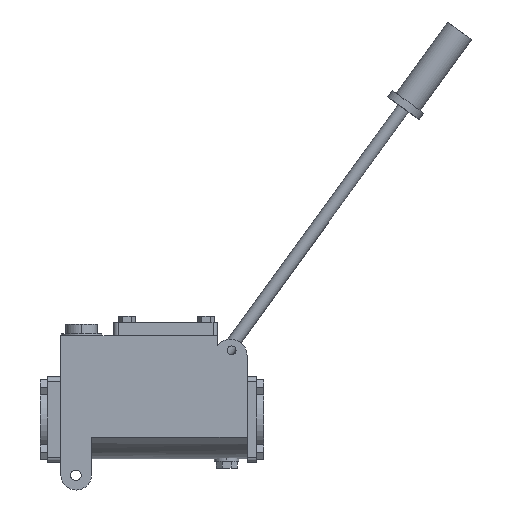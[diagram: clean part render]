
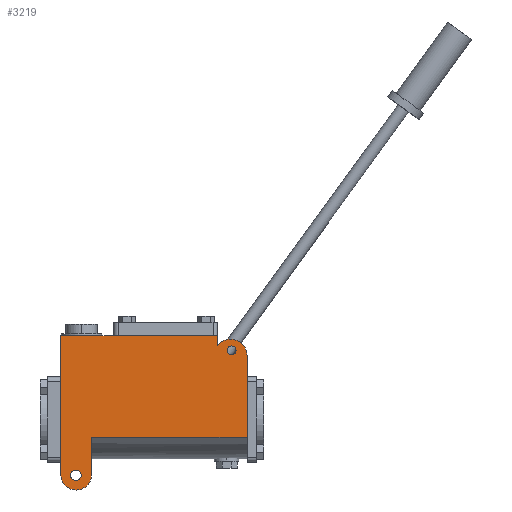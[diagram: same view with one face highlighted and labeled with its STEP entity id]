
A CAD part, left-side view. The second image highlights one B-rep face of the part: STEP entity #3219.
In plain terms, the highlighted planar face has unit normal (-1, 0, 0).
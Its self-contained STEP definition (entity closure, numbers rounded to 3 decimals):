
#15=FACE_BOUND('',#571,.T.);
#16=FACE_BOUND('',#572,.T.);
#162=PLANE('',#3533);
#360=FACE_OUTER_BOUND('',#570,.T.);
#570=EDGE_LOOP('',(#2640,#2641,#2642,#2643,#2644,#2645,#2646,#2647));
#571=EDGE_LOOP('',(#2648,#2649));
#572=EDGE_LOOP('',(#2650,#2651));
#812=LINE('',#5202,#1167);
#830=LINE('',#5251,#1185);
#832=LINE('',#5256,#1187);
#837=LINE('',#5267,#1192);
#838=LINE('',#5270,#1193);
#839=LINE('',#5271,#1194);
#1167=VECTOR('',#4105,304.8);
#1185=VECTOR('',#4151,304.8);
#1187=VECTOR('',#4155,304.8);
#1192=VECTOR('',#4166,304.8);
#1193=VECTOR('',#4171,304.8);
#1194=VECTOR('',#4172,1.);
#1421=CIRCLE('',#3504,6.);
#1424=CIRCLE('',#3508,6.);
#1426=CIRCLE('',#3511,17.5);
#1428=CIRCLE('',#3516,18.87);
#1432=CIRCLE('',#3524,5.);
#1433=CIRCLE('',#3526,5.);
#1580=VERTEX_POINT('',#5177);
#1582=VERTEX_POINT('',#5180);
#1586=VERTEX_POINT('',#5192);
#1587=VERTEX_POINT('',#5194);
#1589=VERTEX_POINT('',#5200);
#1591=VERTEX_POINT('',#5208);
#1593=VERTEX_POINT('',#5211);
#1603=VERTEX_POINT('',#5239);
#1604=VERTEX_POINT('',#5241);
#1606=VERTEX_POINT('',#5249);
#1607=VERTEX_POINT('',#5253);
#1611=VERTEX_POINT('',#5265);
#1937=EDGE_CURVE('',#1582,#1580,#1421,.T.);
#1941=EDGE_CURVE('',#1580,#1582,#1424,.T.);
#1944=EDGE_CURVE('',#1587,#1586,#1426,.T.);
#1948=EDGE_CURVE('',#1586,#1589,#812,.T.);
#1952=EDGE_CURVE('',#1593,#1591,#1428,.T.);
#1968=EDGE_CURVE('',#1603,#1604,#1432,.T.);
#1969=EDGE_CURVE('',#1604,#1603,#1433,.T.);
#1972=EDGE_CURVE('',#1591,#1606,#830,.T.);
#1974=EDGE_CURVE('',#1606,#1607,#832,.T.);
#1980=EDGE_CURVE('',#1589,#1611,#837,.T.);
#1982=EDGE_CURVE('',#1593,#1611,#838,.T.);
#1983=EDGE_CURVE('',#1587,#1607,#839,.T.);
#2640=ORIENTED_EDGE('',*,*,#1982,.F.);
#2641=ORIENTED_EDGE('',*,*,#1952,.T.);
#2642=ORIENTED_EDGE('',*,*,#1972,.T.);
#2643=ORIENTED_EDGE('',*,*,#1974,.T.);
#2644=ORIENTED_EDGE('',*,*,#1983,.F.);
#2645=ORIENTED_EDGE('',*,*,#1944,.T.);
#2646=ORIENTED_EDGE('',*,*,#1948,.T.);
#2647=ORIENTED_EDGE('',*,*,#1980,.T.);
#2648=ORIENTED_EDGE('',*,*,#1969,.T.);
#2649=ORIENTED_EDGE('',*,*,#1968,.T.);
#2650=ORIENTED_EDGE('',*,*,#1941,.T.);
#2651=ORIENTED_EDGE('',*,*,#1937,.T.);
#3219=ADVANCED_FACE('',(#360,#15,#16),#162,.T.);
#3504=AXIS2_PLACEMENT_3D('',#5181,#4081,#4082);
#3508=AXIS2_PLACEMENT_3D('',#5187,#4090,#4091);
#3511=AXIS2_PLACEMENT_3D('',#5195,#4097,#4098);
#3516=AXIS2_PLACEMENT_3D('',#5212,#4113,#4114);
#3524=AXIS2_PLACEMENT_3D('',#5243,#4141,#4142);
#3526=AXIS2_PLACEMENT_3D('',#5245,#4145,#4146);
#3533=AXIS2_PLACEMENT_3D('',#5269,#4169,#4170);
#4081=DIRECTION('center_axis',(1.,0.,0.));
#4082=DIRECTION('ref_axis',(0.,1.,0.));
#4090=DIRECTION('center_axis',(1.,0.,0.));
#4091=DIRECTION('ref_axis',(0.,1.,0.));
#4097=DIRECTION('center_axis',(-1.,0.,0.));
#4098=DIRECTION('ref_axis',(0.,1.,0.));
#4105=DIRECTION('',(0.,0.,1.));
#4113=DIRECTION('center_axis',(-1.,0.,0.));
#4114=DIRECTION('ref_axis',(0.,1.,0.));
#4141=DIRECTION('center_axis',(1.,0.,0.));
#4142=DIRECTION('ref_axis',(0.,1.,0.));
#4145=DIRECTION('center_axis',(1.,0.,0.));
#4146=DIRECTION('ref_axis',(0.,1.,0.));
#4151=DIRECTION('',(0.,0.,1.));
#4155=DIRECTION('',(0.,1.,0.));
#4166=DIRECTION('',(0.,-1.,0.));
#4169=DIRECTION('center_axis',(-1.,0.,0.));
#4170=DIRECTION('ref_axis',(0.,1.,0.));
#4171=DIRECTION('',(0.,0.,-1.));
#4172=DIRECTION('',(0.,0.,1.));
#5177=CARTESIAN_POINT('',(81486.597,2346.888,-15.029));
#5180=CARTESIAN_POINT('',(81486.597,2358.888,-15.029));
#5181=CARTESIAN_POINT('Origin',(81486.597,2352.888,-15.029));
#5187=CARTESIAN_POINT('Origin',(81486.597,2352.888,-15.029));
#5192=CARTESIAN_POINT('',(81486.597,2335.08,-14.174));
#5194=CARTESIAN_POINT('',(81486.597,2370.08,-14.174));
#5195=CARTESIAN_POINT('Origin',(81486.597,2352.58,-14.174));
#5200=CARTESIAN_POINT('',(81486.597,2335.08,28.09));
#5202=CARTESIAN_POINT('',(81486.597,2335.08,-14.174));
#5208=CARTESIAN_POINT('',(81486.597,2192.016,132.699));
#5211=CARTESIAN_POINT('',(81486.597,2158.326,121.019));
#5212=CARTESIAN_POINT('Origin',(81486.597,2177.195,121.019));
#5239=CARTESIAN_POINT('',(81486.597,2180.888,127.105));
#5241=CARTESIAN_POINT('',(81486.597,2170.888,127.105));
#5243=CARTESIAN_POINT('Origin',(81486.597,2175.888,127.105));
#5245=CARTESIAN_POINT('Origin',(81486.597,2175.888,127.105));
#5249=CARTESIAN_POINT('',(81486.597,2192.016,143.614));
#5251=CARTESIAN_POINT('',(81486.597,2192.016,132.699));
#5253=CARTESIAN_POINT('',(81486.597,2370.08,143.614));
#5256=CARTESIAN_POINT('',(81486.597,2192.016,143.614));
#5265=CARTESIAN_POINT('',(81486.597,2158.326,28.09));
#5267=CARTESIAN_POINT('',(81486.597,2335.08,28.09));
#5269=CARTESIAN_POINT('Origin',(81486.597,2158.326,143.614));
#5270=CARTESIAN_POINT('',(81486.597,2158.326,121.019));
#5271=CARTESIAN_POINT('',(81486.597,2370.08,71.807));
